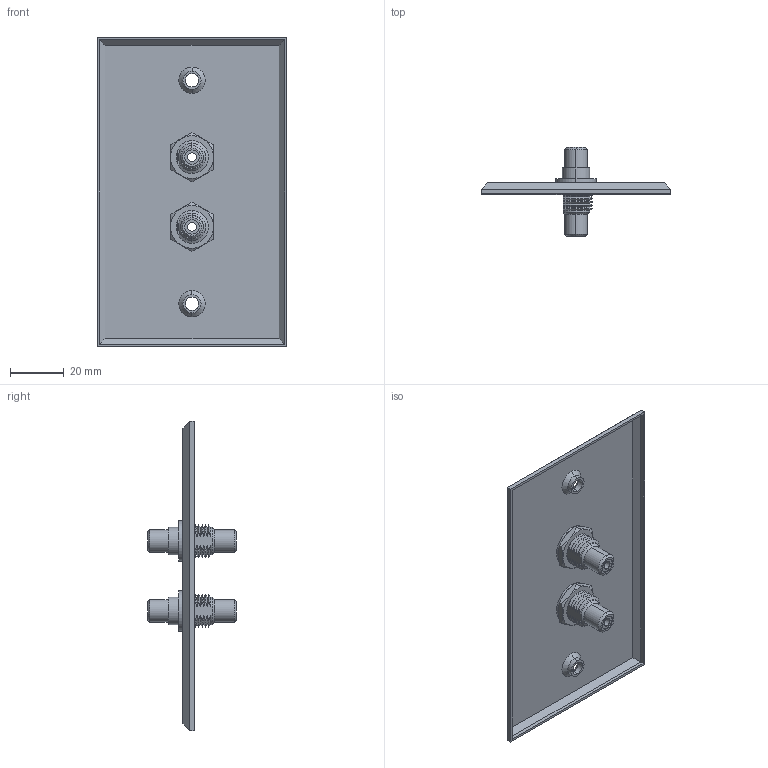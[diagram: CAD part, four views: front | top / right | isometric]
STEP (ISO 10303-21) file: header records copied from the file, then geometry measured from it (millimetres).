
FILE_DESCRIPTION (( 'STEP AP214' ), '1' );
FILE_NAME ('WPRCA-2.STEP', '2010-02-25T20:57:24', ( 'Windows XP Mode' ), ( '' ), 'SwSTEP 2.0', 'SolidWorks 2008', '' );
FILE_SCHEMA (( 'AUTOMOTIVE_DESIGN' ));
Length unit declared in the file: inch
Products named in the file (6): 3AA03-005; 3AA02-008; BA400; WPC2; WPRCA-2
Assembly tree (6 placements, depth 3):
  WPRCA-2
    WPC2
    BA400  x2
      3AA03-005
      BA400
      3AA02-008
Bounding box: 70.5 x 33.02 x 114.91 mm (x, y, z)
Volume: 12799.4 mm3; surface area: 22825.4 mm2
Topology: 7 solids, 7 shells, 467 faces, 1166 edges, 728 vertices
Faces by surface type: cylinder 184, plane 143, cone 140
Entity records: 8613 total; most frequent: CARTESIAN_POINT 1578, DIRECTION 1360, ORIENTED_EDGE 1270, EDGE_CURVE 635, AXIS2_PLACEMENT_3D 516, VERTEX_POINT 396, VECTOR 328, LINE 328
